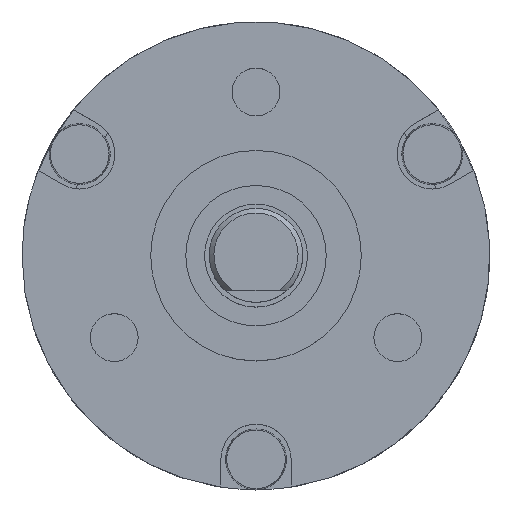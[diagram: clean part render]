
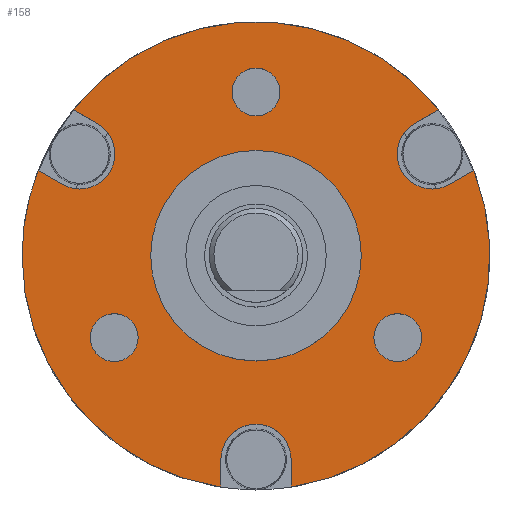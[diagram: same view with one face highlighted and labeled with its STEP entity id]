
A CAD part, top view. The second image highlights one B-rep face of the part: STEP entity #158.
In plain terms, the highlighted planar face has unit normal (0, 0, 1).
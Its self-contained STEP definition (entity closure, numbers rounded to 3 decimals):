
#43=PLANE('',#803);
#102=LINE('',#1197,#130);
#103=LINE('',#1199,#131);
#104=LINE('',#1203,#132);
#105=LINE('',#1204,#133);
#106=LINE('',#1208,#134);
#107=LINE('',#1209,#135);
#130=VECTOR('',#944,1.);
#131=VECTOR('',#945,1.);
#132=VECTOR('',#948,1.);
#133=VECTOR('',#949,1.);
#134=VECTOR('',#952,1.);
#135=VECTOR('',#953,1.);
#158=ADVANCED_FACE('',(#239,#240,#241,#242,#243),#43,.T.);
#239=FACE_BOUND('',#309,.T.);
#240=FACE_BOUND('',#310,.T.);
#241=FACE_BOUND('',#311,.T.);
#242=FACE_BOUND('',#312,.T.);
#243=FACE_BOUND('',#313,.T.);
#309=EDGE_LOOP('',(#416,#417,#418,#419,#420,#421,#422,#423,#424,#425,#426,
#427));
#310=EDGE_LOOP('',(#428));
#311=EDGE_LOOP('',(#429));
#312=EDGE_LOOP('',(#430));
#313=EDGE_LOOP('',(#431));
#416=ORIENTED_EDGE('',*,*,#654,.F.);
#417=ORIENTED_EDGE('',*,*,#650,.F.);
#418=ORIENTED_EDGE('',*,*,#655,.F.);
#419=ORIENTED_EDGE('',*,*,#656,.F.);
#420=ORIENTED_EDGE('',*,*,#657,.F.);
#421=ORIENTED_EDGE('',*,*,#645,.F.);
#422=ORIENTED_EDGE('',*,*,#658,.F.);
#423=ORIENTED_EDGE('',*,*,#659,.F.);
#424=ORIENTED_EDGE('',*,*,#660,.F.);
#425=ORIENTED_EDGE('',*,*,#640,.F.);
#426=ORIENTED_EDGE('',*,*,#661,.F.);
#427=ORIENTED_EDGE('',*,*,#662,.F.);
#428=ORIENTED_EDGE('',*,*,#663,.T.);
#429=ORIENTED_EDGE('',*,*,#664,.T.);
#430=ORIENTED_EDGE('',*,*,#665,.T.);
#431=ORIENTED_EDGE('',*,*,#653,.T.);
#569=VERTEX_POINT('',#1160);
#572=VERTEX_POINT('',#1166);
#573=VERTEX_POINT('',#1168);
#577=VERTEX_POINT('',#1176);
#578=VERTEX_POINT('',#1178);
#582=VERTEX_POINT('',#1186);
#585=VERTEX_POINT('',#1195);
#586=VERTEX_POINT('',#1198);
#587=VERTEX_POINT('',#1200);
#588=VERTEX_POINT('',#1202);
#589=VERTEX_POINT('',#1205);
#590=VERTEX_POINT('',#1207);
#591=VERTEX_POINT('',#1210);
#592=VERTEX_POINT('',#1213);
#593=VERTEX_POINT('',#1215);
#594=VERTEX_POINT('',#1217);
#640=EDGE_CURVE('',#572,#573,#723,.T.);
#645=EDGE_CURVE('',#577,#578,#726,.T.);
#650=EDGE_CURVE('',#582,#569,#729,.T.);
#653=EDGE_CURVE('',#585,#585,#732,.T.);
#654=EDGE_CURVE('',#569,#586,#102,.T.);
#655=EDGE_CURVE('',#587,#582,#103,.T.);
#656=EDGE_CURVE('',#588,#587,#733,.T.);
#657=EDGE_CURVE('',#578,#588,#104,.T.);
#658=EDGE_CURVE('',#589,#577,#105,.T.);
#659=EDGE_CURVE('',#590,#589,#734,.T.);
#660=EDGE_CURVE('',#573,#590,#106,.T.);
#661=EDGE_CURVE('',#591,#572,#107,.T.);
#662=EDGE_CURVE('',#586,#591,#735,.T.);
#663=EDGE_CURVE('',#592,#592,#736,.T.);
#664=EDGE_CURVE('',#593,#593,#737,.T.);
#665=EDGE_CURVE('',#594,#594,#738,.T.);
#723=CIRCLE('',#784,10.);
#726=CIRCLE('',#787,10.);
#729=CIRCLE('',#790,10.);
#732=CIRCLE('',#795,4.5);
#733=CIRCLE('',#797,1.5);
#734=CIRCLE('',#798,1.5);
#735=CIRCLE('',#799,1.5);
#736=CIRCLE('',#800,1.025);
#737=CIRCLE('',#801,1.025);
#738=CIRCLE('',#802,1.025);
#784=AXIS2_PLACEMENT_3D('',#1167,#914,#915);
#787=AXIS2_PLACEMENT_3D('',#1177,#922,#923);
#790=AXIS2_PLACEMENT_3D('',#1187,#930,#931);
#795=AXIS2_PLACEMENT_3D('',#1194,#940,#941);
#797=AXIS2_PLACEMENT_3D('',#1201,#946,#947);
#798=AXIS2_PLACEMENT_3D('',#1206,#950,#951);
#799=AXIS2_PLACEMENT_3D('',#1211,#954,#955);
#800=AXIS2_PLACEMENT_3D('',#1212,#956,#957);
#801=AXIS2_PLACEMENT_3D('',#1214,#958,#959);
#802=AXIS2_PLACEMENT_3D('',#1216,#960,#961);
#803=AXIS2_PLACEMENT_3D('',#1218,#962,#963);
#914=DIRECTION('',(0.,0.,-1.));
#915=DIRECTION('',(-1.,0.,0.));
#922=DIRECTION('',(0.,0.,-1.));
#923=DIRECTION('',(-1.,0.,0.));
#930=DIRECTION('',(0.,0.,-1.));
#931=DIRECTION('',(-1.,0.,0.));
#940=DIRECTION('',(0.,0.,-1.));
#941=DIRECTION('',(1.,0.,0.));
#944=DIRECTION('',(-0.866,-0.5,0.));
#945=DIRECTION('',(-0.866,0.5,0.));
#946=DIRECTION('',(0.,0.,1.));
#947=DIRECTION('',(1.,0.,0.));
#948=DIRECTION('',(0.866,-0.5,0.));
#949=DIRECTION('',(0.,-1.,0.));
#950=DIRECTION('',(0.,0.,1.));
#951=DIRECTION('',(-0.5,0.866,0.));
#952=DIRECTION('',(0.,1.,0.));
#953=DIRECTION('',(0.866,0.5,0.));
#954=DIRECTION('',(0.,0.,1.));
#955=DIRECTION('',(-0.5,-0.866,0.));
#956=DIRECTION('',(0.,0.,-1.));
#957=DIRECTION('',(0.5,0.866,0.));
#958=DIRECTION('',(0.,0.,-1.));
#959=DIRECTION('',(0.5,-0.866,0.));
#960=DIRECTION('',(0.,0.,-1.));
#961=DIRECTION('',(-1.,0.,0.));
#962=DIRECTION('',(0.,0.,1.));
#963=DIRECTION('',(1.,0.,0.));
#1160=CARTESIAN_POINT('',(7.812,6.242,0.));
#1166=CARTESIAN_POINT('',(9.312,3.644,0.));
#1167=CARTESIAN_POINT('',(0.,0.,0.));
#1168=CARTESIAN_POINT('',(1.5,-9.887,0.));
#1176=CARTESIAN_POINT('',(-1.5,-9.887,0.));
#1177=CARTESIAN_POINT('',(0.,0.,0.));
#1178=CARTESIAN_POINT('',(-9.312,3.644,0.));
#1186=CARTESIAN_POINT('',(-7.812,6.242,0.));
#1187=CARTESIAN_POINT('',(0.,0.,0.));
#1194=CARTESIAN_POINT('',(0.,0.,0.));
#1195=CARTESIAN_POINT('',(4.5,0.,0.));
#1197=CARTESIAN_POINT('',(7.91,6.299,0.));
#1198=CARTESIAN_POINT('',(6.784,5.649,0.));
#1199=CARTESIAN_POINT('',(-6.784,5.649,0.));
#1200=CARTESIAN_POINT('',(-6.784,5.649,0.));
#1201=CARTESIAN_POINT('',(-7.534,4.35,0.));
#1202=CARTESIAN_POINT('',(-8.284,3.051,0.));
#1203=CARTESIAN_POINT('',(-9.41,3.701,0.));
#1204=CARTESIAN_POINT('',(-1.5,-8.7,0.));
#1205=CARTESIAN_POINT('',(-1.5,-8.7,0.));
#1206=CARTESIAN_POINT('',(0.,-8.7,0.));
#1207=CARTESIAN_POINT('',(1.5,-8.7,0.));
#1208=CARTESIAN_POINT('',(1.5,-10.,0.));
#1209=CARTESIAN_POINT('',(8.284,3.051,0.));
#1210=CARTESIAN_POINT('',(8.284,3.051,0.));
#1211=CARTESIAN_POINT('',(7.534,4.35,0.));
#1212=CARTESIAN_POINT('',(6.062,-3.5,0.));
#1213=CARTESIAN_POINT('',(6.575,-2.612,0.));
#1214=CARTESIAN_POINT('',(-6.062,-3.5,0.));
#1215=CARTESIAN_POINT('',(-5.55,-4.388,0.));
#1216=CARTESIAN_POINT('',(0.,7.,0.));
#1217=CARTESIAN_POINT('',(-1.025,7.,0.));
#1218=CARTESIAN_POINT('',(0.,0.,0.));
